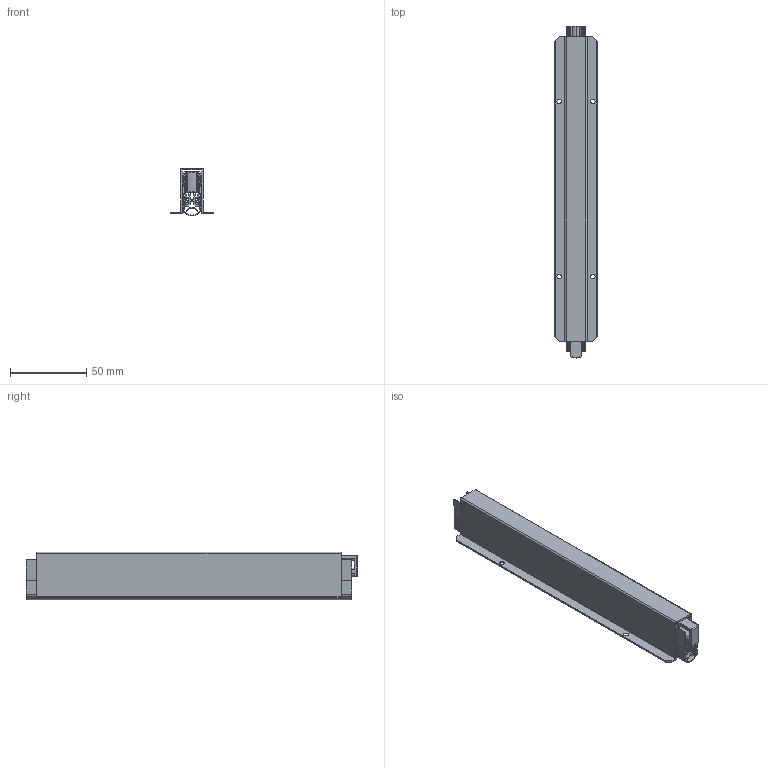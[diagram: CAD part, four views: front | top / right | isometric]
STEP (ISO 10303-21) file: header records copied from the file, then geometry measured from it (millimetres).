
FILE_DESCRIPTION(/* description */ ('Unknown'),/* implementation_level */ '2;1');
FILE_NAME(/* name */ '1-881_SchallEx-L1530OS_3D',/* time_stamp */ '2021-06-08T10:39:22+02:00',/* author */ ('Unknown'),/* organization */ ('Unknown'),/* preprocessor_version */ 'ST-DEVELOPER v16.7',/* originating_system */ 'Solid Edge',/* authorisation */ 'Unknown');
FILE_SCHEMA (('AUTOMOTIVE_DESIGN {1 0 10303 214 3 1 1}'));
Length unit declared in the file: millimetre
Products named in the file (10): 27648_Bodendichtung; 28965_Aussenprofil; AP_585; 27642_Silikon_Dichtungsprofil_XL-15_o._Steg; AN_277_02_oa_0; AJ_359; 26875_Etikett_3D__Schall-Ex_L-15_30_OS; 26541_Etikett_Athmer_klein_kurz; 31110_Athmer_Logo__ab_2021_; 26850_Text__Schall-Ex_L-15_30_OS
Assembly tree (9 placements, depth 3):
  27648_Bodendichtung
    28965_Aussenprofil
    AP_585
    27642_Silikon_Dichtungsprofil_XL-15_o._Steg
    AN_277_02_oa_0
      AJ_359
    26875_Etikett_3D__Schall-Ex_L-15_30_OS
      26541_Etikett_Athmer_klein_kurz
      31110_Athmer_Logo__ab_2021_
      26850_Text__Schall-Ex_L-15_30_OS
Bounding box: 27.8 x 217.98 x 31.48 mm (x, y, z)
Volume: 46612.9 mm3; surface area: 99667 mm2
Topology: 28 solids, 28 shells, 571 faces, 1523 edges, 1015 vertices
Faces by surface type: plane 406, cylinder 81, bspline 77, cone 5, torus 2
Full cylindrical faces by diameter (mm): 0.2 x2, 4.134 x1
Entity records: 20631 total; most frequent: CARTESIAN_POINT 6690, ORIENTED_EDGE 3018, DIRECTION 2362, EDGE_CURVE 1509, VERTEX_POINT 1015, LINE 1008, VECTOR 1008, AXIS2_PLACEMENT_3D 677
